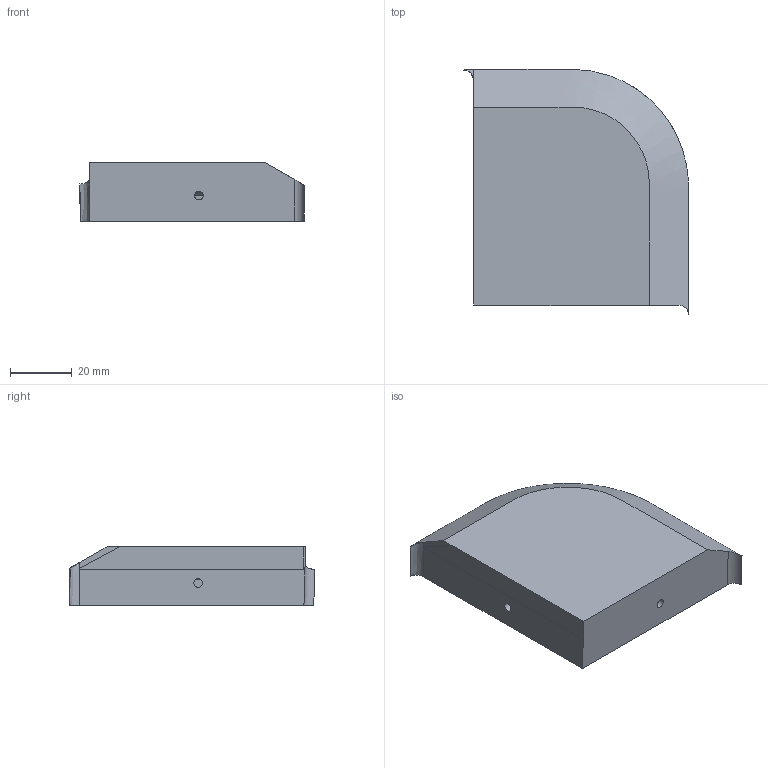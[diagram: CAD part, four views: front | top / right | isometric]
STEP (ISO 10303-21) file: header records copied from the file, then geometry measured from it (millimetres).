
FILE_DESCRIPTION(/* description */ (''),/* implementation_level */ '2;1');
FILE_NAME(/* name */ 'corner_plate.step',/* time_stamp */ '2020-09-19T12:02:42+02:00',/* author */ (''),/* organization */ (''),/* preprocessor_version */ 'ST-DEVELOPER v18.1',/* originating_system */ 'Autodesk Translation Framework v9.3.0.1241',/* authorisation */ '');
FILE_SCHEMA (('AUTOMOTIVE_DESIGN { 1 0 10303 214 3 1 1 }'));
Length unit declared in the file: millimetre
Products named in the file (1): corner plate
Bounding box: 73.1 x 79.83 x 19 mm (x, y, z)
Volume: 46392.5 mm3; surface area: 17314.2 mm2
Topology: 1 solids, 1 shells, 25 faces, 65 edges, 43 vertices
Faces by surface type: plane 15, cylinder 5, bspline 5
Full cylindrical faces by diameter (mm): 2.8 x2
Entity records: 1337 total; most frequent: CARTESIAN_POINT 730, ORIENTED_EDGE 130, DIRECTION 89, EDGE_CURVE 65, VERTEX_POINT 43, LINE 33, VECTOR 33, EDGE_LOOP 30
